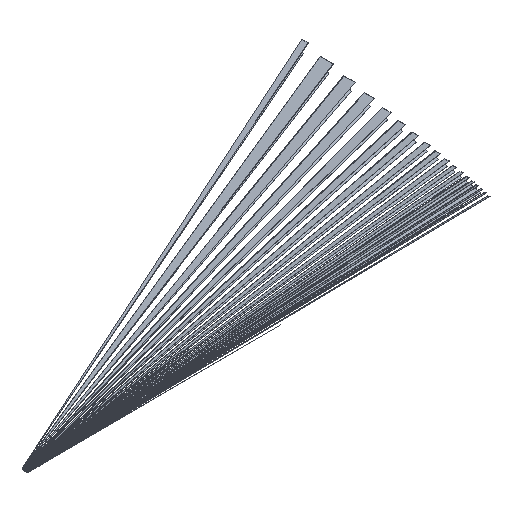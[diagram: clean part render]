
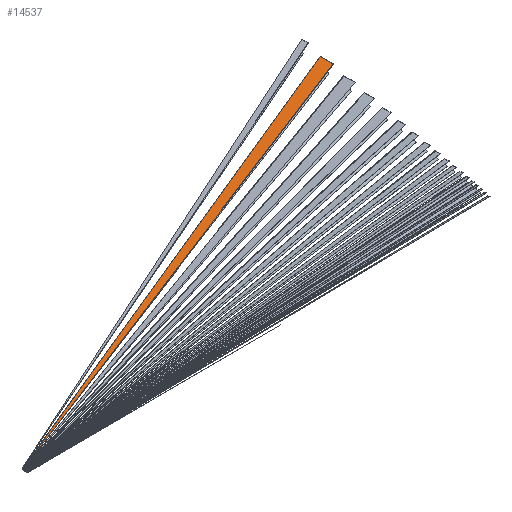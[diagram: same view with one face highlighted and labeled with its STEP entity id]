
A CAD part, isometric view. The second image highlights one B-rep face of the part: STEP entity #14537.
In plain terms, the highlighted planar face has unit normal (-0.067, -0.004, 0.998).
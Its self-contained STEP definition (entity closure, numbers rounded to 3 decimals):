
#13770 = PLANE('',#13771);
#13771 = AXIS2_PLACEMENT_3D('',#13772,#13773,#13774);
#13772 = CARTESIAN_POINT('',(750.,150.,150.));
#13773 = DIRECTION('',(-1.,0.,0.));
#13774 = DIRECTION('',(0.,0.,-1.));
#13797 = PLANE('',#13798);
#13798 = AXIS2_PLACEMENT_3D('',#13799,#13800,#13801);
#13799 = CARTESIAN_POINT('',(385.,142.917,26.588));
#13800 = DIRECTION('',(0.347,-0.938,0.02
    ));
#13801 = DIRECTION('',(-0.938,-0.347,
    0.));
#13821 = PLANE('',#13822);
#13822 = AXIS2_PLACEMENT_3D('',#13823,#13824,#13825);
#13823 = CARTESIAN_POINT('',(20.,4.,4.));
#13824 = DIRECTION('',(1.,0.,0.));
#13825 = DIRECTION('',(0.,0.,1.));
#14303 = EDGE_CURVE('',#14304,#14306,#14308,.T.);
#14304 = VERTEX_POINT('',#14305);
#14305 = CARTESIAN_POINT('',(20.,7.427,1.532));
#14306 = VERTEX_POINT('',#14307);
#14307 = CARTESIAN_POINT('',(750.,278.413,51.946));
#14308 = SURFACE_CURVE('',#14309,(#14313,#14319),.PCURVE_S1.);
#14309 = LINE('',#14310,#14311);
#14310 = CARTESIAN_POINT('',(20.,7.427,1.532));
#14311 = VECTOR('',#14312,1.);
#14312 = DIRECTION('',(0.936,0.347,0.065)
  );
#14313 = PCURVE('',#13797,#14314);
#14314 = DEFINITIONAL_REPRESENTATION('',(#14315),#14318);
#14315 = B_SPLINE_CURVE_WITH_KNOTS('',1,(#14316,#14317),.UNSPECIFIED.,
  .F.,.F.,(2,2),(0.,780.304),.PIECEWISE_BEZIER_KNOTS.);
#14316 = CARTESIAN_POINT('',(389.336,25.062));
#14317 = CARTESIAN_POINT('',(-389.338,-25.362));
#14318 = ( GEOMETRIC_REPRESENTATION_CONTEXT(2) 
PARAMETRIC_REPRESENTATION_CONTEXT() REPRESENTATION_CONTEXT('2D SPACE',''
  ) );
#14319 = PCURVE('',#14320,#14325);
#14320 = PLANE('',#14321);
#14321 = AXIS2_PLACEMENT_3D('',#14322,#14323,#14324);
#14322 = CARTESIAN_POINT('',(389.581,139.369,
    27.034));
#14323 = DIRECTION('',(0.067,0.004,
    -0.998));
#14324 = DIRECTION('',(-0.998,0.,
    -0.067));
#14325 = DEFINITIONAL_REPRESENTATION('',(#14326),#14330);
#14326 = LINE('',#14327,#14328);
#14327 = CARTESIAN_POINT('',(370.459,-131.943));
#14328 = VECTOR('',#14329,1.);
#14329 = DIRECTION('',(-0.938,0.347));
#14330 = ( GEOMETRIC_REPRESENTATION_CONTEXT(2) 
PARAMETRIC_REPRESENTATION_CONTEXT() REPRESENTATION_CONTEXT('2D SPACE',''
  ) );
#14416 = PLANE('',#14417);
#14417 = AXIS2_PLACEMENT_3D('',#14418,#14419,#14420);
#14418 = CARTESIAN_POINT('',(385.,132.494,26.546));
#14419 = DIRECTION('',(-0.324,0.946,
    -0.018));
#14420 = DIRECTION('',(0.946,0.324,0.)
  );
#14472 = EDGE_CURVE('',#14473,#14475,#14477,.T.);
#14473 = VERTEX_POINT('',#14474);
#14474 = CARTESIAN_POINT('',(750.,258.109,51.863));
#14475 = VERTEX_POINT('',#14476);
#14476 = CARTESIAN_POINT('',(20.,6.886,1.529));
#14477 = SURFACE_CURVE('',#14478,(#14482,#14488),.PCURVE_S1.);
#14478 = LINE('',#14479,#14480);
#14479 = CARTESIAN_POINT('',(750.,258.109,51.863));
#14480 = VECTOR('',#14481,1.);
#14481 = DIRECTION('',(-0.944,-0.325,
    -0.065));
#14482 = PCURVE('',#14416,#14483);
#14483 = DEFINITIONAL_REPRESENTATION('',(#14484),#14487);
#14484 = B_SPLINE_CURVE_WITH_KNOTS('',1,(#14485,#14486),.UNSPECIFIED.,
  .F.,.F.,(2,2),(0.,773.658),.PIECEWISE_BEZIER_KNOTS.);
#14485 = CARTESIAN_POINT('',(386.01,-25.321));
#14486 = CARTESIAN_POINT('',(-386.008,25.021));
#14487 = ( GEOMETRIC_REPRESENTATION_CONTEXT(2) 
PARAMETRIC_REPRESENTATION_CONTEXT() REPRESENTATION_CONTEXT('2D SPACE',''
  ) );
#14488 = PCURVE('',#14320,#14489);
#14489 = DEFINITIONAL_REPRESENTATION('',(#14490),#14494);
#14490 = LINE('',#14491,#14492);
#14491 = CARTESIAN_POINT('',(-361.273,118.741));
#14492 = VECTOR('',#14493,1.);
#14493 = DIRECTION('',(0.946,-0.325));
#14494 = ( GEOMETRIC_REPRESENTATION_CONTEXT(2) 
PARAMETRIC_REPRESENTATION_CONTEXT() REPRESENTATION_CONTEXT('2D SPACE',''
  ) );
#14537 = ADVANCED_FACE('',(#14538),#14320,.F.);
#14538 = FACE_BOUND('',#14539,.F.);
#14539 = EDGE_LOOP('',(#14540,#14561,#14562,#14582));
#14540 = ORIENTED_EDGE('',*,*,#14541,.T.);
#14541 = EDGE_CURVE('',#14306,#14473,#14542,.T.);
#14542 = SURFACE_CURVE('',#14543,(#14547,#14554),.PCURVE_S1.);
#14543 = LINE('',#14544,#14545);
#14544 = CARTESIAN_POINT('',(750.,278.413,51.946));
#14545 = VECTOR('',#14546,1.);
#14546 = DIRECTION('',(0.,-1.,-0.004));
#14547 = PCURVE('',#14320,#14548);
#14548 = DEFINITIONAL_REPRESENTATION('',(#14549),#14553);
#14549 = LINE('',#14550,#14551);
#14550 = CARTESIAN_POINT('',(-361.279,139.045));
#14551 = VECTOR('',#14552,1.);
#14552 = DIRECTION('',(0.,-1.));
#14553 = ( GEOMETRIC_REPRESENTATION_CONTEXT(2) 
PARAMETRIC_REPRESENTATION_CONTEXT() REPRESENTATION_CONTEXT('2D SPACE',''
  ) );
#14554 = PCURVE('',#13770,#14555);
#14555 = DEFINITIONAL_REPRESENTATION('',(#14556),#14560);
#14556 = LINE('',#14557,#14558);
#14557 = CARTESIAN_POINT('',(98.054,-128.413));
#14558 = VECTOR('',#14559,1.);
#14559 = DIRECTION('',(0.004,1.));
#14560 = ( GEOMETRIC_REPRESENTATION_CONTEXT(2) 
PARAMETRIC_REPRESENTATION_CONTEXT() REPRESENTATION_CONTEXT('2D SPACE',''
  ) );
#14561 = ORIENTED_EDGE('',*,*,#14472,.T.);
#14562 = ORIENTED_EDGE('',*,*,#14563,.F.);
#14563 = EDGE_CURVE('',#14304,#14475,#14564,.T.);
#14564 = SURFACE_CURVE('',#14565,(#14569,#14575),.PCURVE_S1.);
#14565 = LINE('',#14566,#14567);
#14566 = CARTESIAN_POINT('',(20.,7.427,1.532));
#14567 = VECTOR('',#14568,1.);
#14568 = DIRECTION('',(0.,-1.,-0.004));
#14569 = PCURVE('',#14320,#14570);
#14570 = DEFINITIONAL_REPRESENTATION('',(#14571),#14574);
#14571 = B_SPLINE_CURVE_WITH_KNOTS('',1,(#14572,#14573),.UNSPECIFIED.,
  .F.,.F.,(2,2),(0.,0.542),.PIECEWISE_BEZIER_KNOTS.);
#14572 = CARTESIAN_POINT('',(370.459,-131.943));
#14573 = CARTESIAN_POINT('',(370.459,-132.484));
#14574 = ( GEOMETRIC_REPRESENTATION_CONTEXT(2) 
PARAMETRIC_REPRESENTATION_CONTEXT() REPRESENTATION_CONTEXT('2D SPACE',''
  ) );
#14575 = PCURVE('',#13821,#14576);
#14576 = DEFINITIONAL_REPRESENTATION('',(#14577),#14581);
#14577 = LINE('',#14578,#14579);
#14578 = CARTESIAN_POINT('',(-2.468,-3.427));
#14579 = VECTOR('',#14580,1.);
#14580 = DIRECTION('',(-0.004,1.));
#14581 = ( GEOMETRIC_REPRESENTATION_CONTEXT(2) 
PARAMETRIC_REPRESENTATION_CONTEXT() REPRESENTATION_CONTEXT('2D SPACE',''
  ) );
#14582 = ORIENTED_EDGE('',*,*,#14303,.T.);
